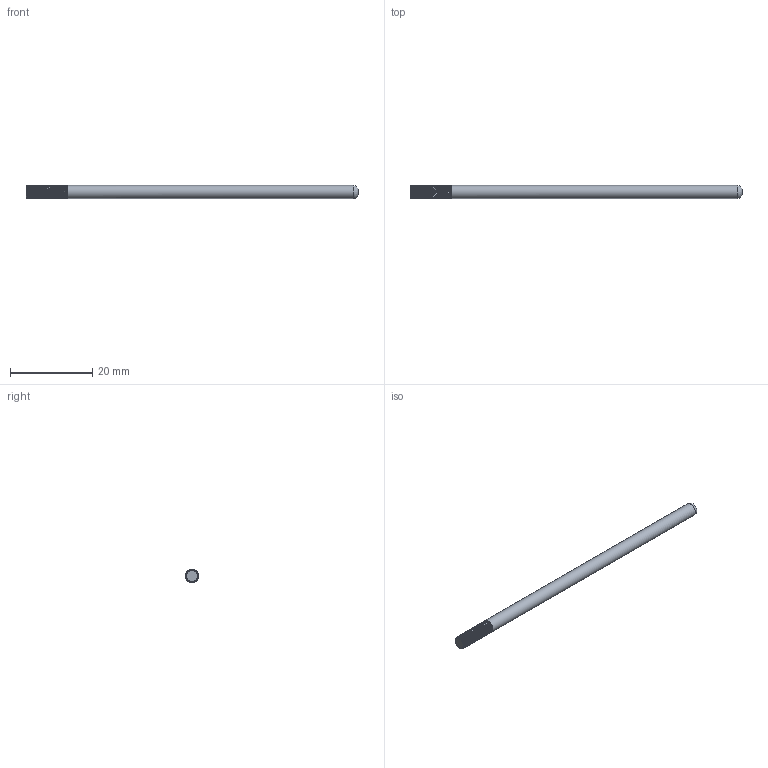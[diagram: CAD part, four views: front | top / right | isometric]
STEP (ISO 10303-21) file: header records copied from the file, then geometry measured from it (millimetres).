
FILE_DESCRIPTION(/* description */ (''),/* implementation_level */ '2;1');
FILE_NAME(/* name */ 'AM-0912_SHAFT_ANY.ipt.step',/* time_stamp */ '2014-01-07T11:19:24-08:00',/* author */ ('Philip'),/* organization */ (''),/* preprocessor_version */ 'ST-DEVELOPER v15.2',/* originating_system */ 'Autodesk Inventor 2014',/* authorisation */ '');
FILE_SCHEMA (('AUTOMOTIVE_DESIGN { 1 0 10303 214 3 1 1 }'));
Length unit declared in the file: inch
Products named in the file (1): AM-0912_SHAFT_ANY
Bounding box: 80.92 x 3.2 x 3.2 mm (x, y, z)
Volume: 633.7 mm3; surface area: 854.2 mm2
Topology: 1 solids, 1 shells, 165 faces, 408 edges, 245 vertices
Faces by surface type: plane 162, cone 1, cylinder 1, bspline 1
Full cylindrical faces by diameter (mm): 3.175 x1
Entity records: 5343 total; most frequent: CARTESIAN_POINT 1563, ORIENTED_EDGE 810, DIRECTION 738, EDGE_CURVE 405, AXIS2_PLACEMENT_3D 249, VERTEX_POINT 244, LINE 240, VECTOR 240
